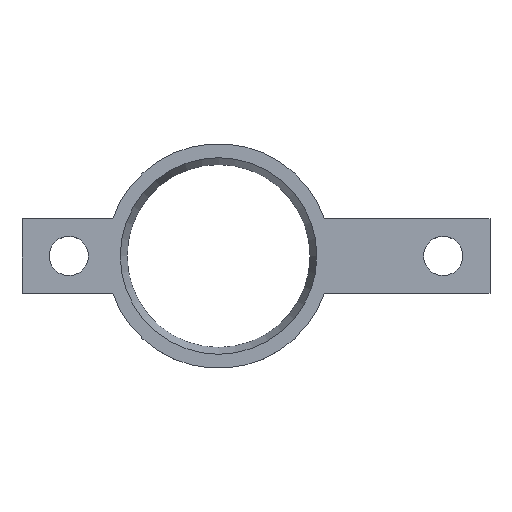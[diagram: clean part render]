
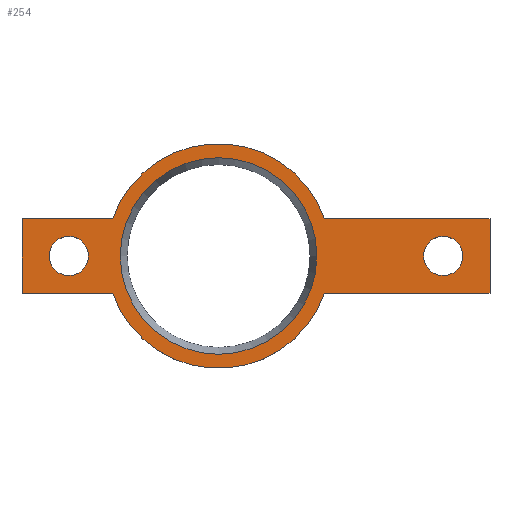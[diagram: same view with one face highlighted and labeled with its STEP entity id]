
A CAD part, top view. The second image highlights one B-rep face of the part: STEP entity #254.
In plain terms, the highlighted planar face has unit normal (0, 0, 1).
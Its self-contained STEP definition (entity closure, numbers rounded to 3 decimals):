
#15=FACE_BOUND('',#58,.T.);
#16=FACE_BOUND('',#59,.T.);
#17=FACE_BOUND('',#60,.T.);
#27=PLANE('',#300);
#44=FACE_OUTER_BOUND('',#57,.T.);
#57=EDGE_LOOP('',(#220,#221,#222,#223,#224,#225,#226,#227));
#58=EDGE_LOOP('',(#228));
#59=EDGE_LOOP('',(#229));
#60=EDGE_LOOP('',(#230));
#70=LINE('',#399,#93);
#73=LINE('',#405,#96);
#77=LINE('',#417,#100);
#80=LINE('',#423,#103);
#83=LINE('',#429,#106);
#87=LINE('',#439,#110);
#93=VECTOR('',#329,10.);
#96=VECTOR('',#334,10.);
#100=VECTOR('',#346,10.);
#103=VECTOR('',#351,10.);
#106=VECTOR('',#356,10.);
#110=VECTOR('',#368,10.);
#111=CIRCLE('',#280,5.25);
#113=CIRCLE('',#283,1.05);
#115=CIRCLE('',#286,1.05);
#118=CIRCLE('',#292,6.);
#120=CIRCLE('',#298,6.);
#121=VERTEX_POINT('',#375);
#123=VERTEX_POINT('',#381);
#125=VERTEX_POINT('',#387);
#129=VERTEX_POINT('',#396);
#130=VERTEX_POINT('',#398);
#132=VERTEX_POINT('',#404);
#134=VERTEX_POINT('',#410);
#136=VERTEX_POINT('',#416);
#138=VERTEX_POINT('',#422);
#140=VERTEX_POINT('',#428);
#142=VERTEX_POINT('',#434);
#143=EDGE_CURVE('',#121,#121,#111,.T.);
#146=EDGE_CURVE('',#123,#123,#113,.F.);
#149=EDGE_CURVE('',#125,#125,#115,.F.);
#154=EDGE_CURVE('',#130,#129,#70,.T.);
#157=EDGE_CURVE('',#132,#130,#73,.T.);
#160=EDGE_CURVE('',#134,#132,#118,.T.);
#163=EDGE_CURVE('',#136,#134,#77,.T.);
#166=EDGE_CURVE('',#138,#136,#80,.T.);
#169=EDGE_CURVE('',#140,#138,#83,.T.);
#172=EDGE_CURVE('',#142,#140,#120,.T.);
#175=EDGE_CURVE('',#129,#142,#87,.T.);
#220=ORIENTED_EDGE('',*,*,#175,.T.);
#221=ORIENTED_EDGE('',*,*,#172,.T.);
#222=ORIENTED_EDGE('',*,*,#169,.T.);
#223=ORIENTED_EDGE('',*,*,#166,.T.);
#224=ORIENTED_EDGE('',*,*,#163,.T.);
#225=ORIENTED_EDGE('',*,*,#160,.T.);
#226=ORIENTED_EDGE('',*,*,#157,.T.);
#227=ORIENTED_EDGE('',*,*,#154,.T.);
#228=ORIENTED_EDGE('',*,*,#149,.T.);
#229=ORIENTED_EDGE('',*,*,#146,.T.);
#230=ORIENTED_EDGE('',*,*,#143,.T.);
#254=ADVANCED_FACE('',(#44,#15,#16,#17),#27,.T.);
#280=AXIS2_PLACEMENT_3D('',#376,#306,#307);
#283=AXIS2_PLACEMENT_3D('',#382,#313,#314);
#286=AXIS2_PLACEMENT_3D('',#388,#320,#321);
#292=AXIS2_PLACEMENT_3D('',#411,#340,#341);
#298=AXIS2_PLACEMENT_3D('',#435,#362,#363);
#300=AXIS2_PLACEMENT_3D('',#440,#369,#370);
#306=DIRECTION('center_axis',(0.,0.,-1.));
#307=DIRECTION('ref_axis',(1.,0.,0.));
#313=DIRECTION('center_axis',(0.,0.,1.));
#314=DIRECTION('ref_axis',(1.,0.,0.));
#320=DIRECTION('center_axis',(0.,0.,1.));
#321=DIRECTION('ref_axis',(1.,0.,0.));
#329=DIRECTION('',(0.,1.,0.));
#334=DIRECTION('',(1.,0.,0.));
#340=DIRECTION('center_axis',(0.,0.,1.));
#341=DIRECTION('ref_axis',(1.,0.,0.));
#346=DIRECTION('',(1.,0.,0.));
#351=DIRECTION('',(0.,-1.,0.));
#356=DIRECTION('',(-1.,0.,0.));
#362=DIRECTION('center_axis',(0.,0.,1.));
#363=DIRECTION('ref_axis',(1.,0.,0.));
#368=DIRECTION('',(-1.,0.,0.));
#369=DIRECTION('center_axis',(0.,0.,1.));
#370=DIRECTION('ref_axis',(1.,0.,0.));
#375=CARTESIAN_POINT('',(-7.25,0.,1.));
#376=CARTESIAN_POINT('Origin',(-2.,0.,1.));
#381=CARTESIAN_POINT('',(8.95,0.,1.));
#382=CARTESIAN_POINT('Origin',(10.,0.,1.));
#387=CARTESIAN_POINT('',(-11.05,0.,1.));
#388=CARTESIAN_POINT('Origin',(-10.,0.,1.));
#396=CARTESIAN_POINT('',(12.5,2.,1.));
#398=CARTESIAN_POINT('',(12.5,-2.,1.));
#399=CARTESIAN_POINT('',(12.5,0.,1.));
#404=CARTESIAN_POINT('',(3.657,-2.,1.));
#405=CARTESIAN_POINT('',(12.5,-2.,1.));
#410=CARTESIAN_POINT('',(-7.657,-2.,1.));
#411=CARTESIAN_POINT('Origin',(-2.,0.,1.));
#416=CARTESIAN_POINT('',(-12.5,-2.,1.));
#417=CARTESIAN_POINT('',(12.5,-2.,1.));
#422=CARTESIAN_POINT('',(-12.5,2.,1.));
#423=CARTESIAN_POINT('',(-12.5,2.,1.));
#428=CARTESIAN_POINT('',(-7.657,2.,1.));
#429=CARTESIAN_POINT('',(12.5,2.,1.));
#434=CARTESIAN_POINT('',(3.657,2.,1.));
#435=CARTESIAN_POINT('Origin',(-2.,0.,1.));
#439=CARTESIAN_POINT('',(12.5,2.,1.));
#440=CARTESIAN_POINT('Origin',(0.,0.,1.));
